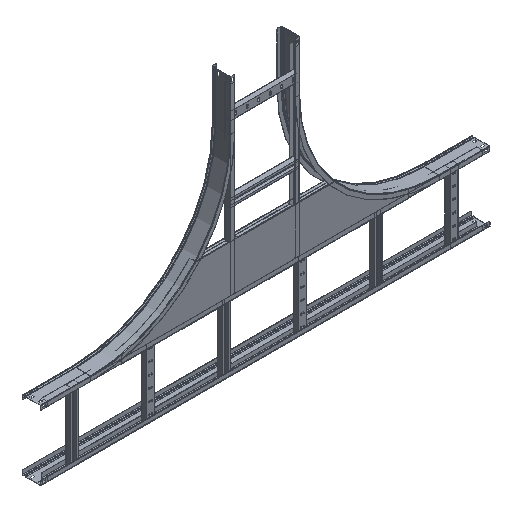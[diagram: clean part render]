
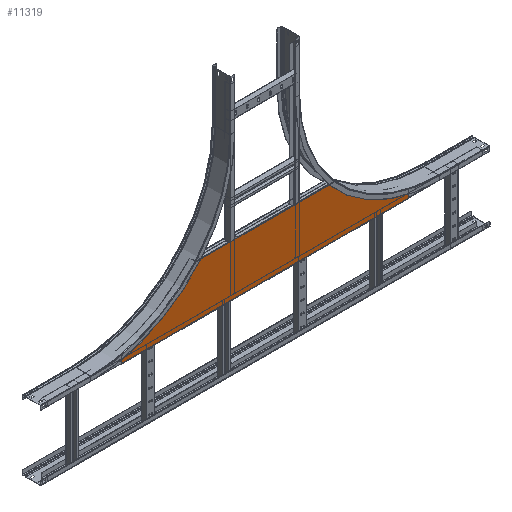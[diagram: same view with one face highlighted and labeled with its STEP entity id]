
A CAD part, isometric view. The second image highlights one B-rep face of the part: STEP entity #11319.
In plain terms, the highlighted planar face has unit normal (0, -1, 0).
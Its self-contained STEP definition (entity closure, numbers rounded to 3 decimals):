
#856 = DIRECTION ( 'NONE',  ( 0., 0., -1. ) ) ;
#980 = CIRCLE ( 'NONE', #5038, 5. ) ;
#1004 = VECTOR ( 'NONE', #3962, 1000. ) ;
#1059 = EDGE_CURVE ( 'NONE', #4445, #4228, #8495, .T. ) ;
#1688 = CARTESIAN_POINT ( 'NONE',  ( 618., -1.2, -364.637 ) ) ;
#1852 = AXIS2_PLACEMENT_3D ( 'NONE', #11072, #7980, #7021 ) ;
#1963 = CARTESIAN_POINT ( 'NONE',  ( -560., -1.2, -173.2 ) ) ;
#1992 = CARTESIAN_POINT ( 'NONE',  ( -618., -1.2, -393.2 ) ) ;
#2278 = ORIENTED_EDGE ( 'NONE', *, *, #12379, .T. ) ;
#2355 = LINE ( 'NONE', #1963, #8390 ) ;
#2580 = VERTEX_POINT ( 'NONE', #13203 ) ;
#2835 = DIRECTION ( 'NONE',  ( 0., -1., 0. ) ) ;
#2943 = FACE_OUTER_BOUND ( 'NONE', #3490, .T. ) ;
#2987 = PLANE ( 'NONE',  #1852 ) ;
#3033 = ORIENTED_EDGE ( 'NONE', *, *, #1059, .F. ) ;
#3381 = EDGE_CURVE ( 'NONE', #2580, #4300, #6220, .T. ) ;
#3386 = VERTEX_POINT ( 'NONE', #1688 ) ;
#3416 = LINE ( 'NONE', #12073, #1004 ) ;
#3490 = EDGE_LOOP ( 'NONE', ( #3033, #6992, #2278, #5302, #9096, #10406, #7986, #8294 ) ) ;
#3794 = DIRECTION ( 'NONE',  ( 0., -1., 0. ) ) ;
#3962 = DIRECTION ( 'NONE',  ( -1., 0., 0. ) ) ;
#4228 = VERTEX_POINT ( 'NONE', #11566 ) ;
#4300 = VERTEX_POINT ( 'NONE', #12056 ) ;
#4445 = VERTEX_POINT ( 'NONE', #12301 ) ;
#4600 = EDGE_CURVE ( 'NONE', #3386, #11015, #11533, .T. ) ;
#4834 = DIRECTION ( 'NONE',  ( 0., 0., -1. ) ) ;
#4905 = CARTESIAN_POINT ( 'NONE',  ( -613., -1.2, -364.637 ) ) ;
#5038 = AXIS2_PLACEMENT_3D ( 'NONE', #7965, #10865, #8851 ) ;
#5302 = ORIENTED_EDGE ( 'NONE', *, *, #11432, .F. ) ;
#5357 = VERTEX_POINT ( 'NONE', #1992 ) ;
#5703 = DIRECTION ( 'NONE',  ( 0., -1., 0. ) ) ;
#6220 = CIRCLE ( 'NONE', #6709, 601.8 ) ;
#6488 = VERTEX_POINT ( 'NONE', #9296 ) ;
#6648 = DIRECTION ( 'NONE',  ( 0., 0., 1. ) ) ;
#6709 = AXIS2_PLACEMENT_3D ( 'NONE', #8919, #2835, #4834 ) ;
#6952 = DIRECTION ( 'NONE',  ( -1., 0., 0. ) ) ;
#6992 = ORIENTED_EDGE ( 'NONE', *, *, #7527, .T. ) ;
#7021 = DIRECTION ( 'NONE',  ( 0., 0., 1. ) ) ;
#7076 = EDGE_CURVE ( 'NONE', #2580, #4228, #2355, .T. ) ;
#7524 = VECTOR ( 'NONE', #856, 1000. ) ;
#7527 = EDGE_CURVE ( 'NONE', #4445, #6488, #12094, .T. ) ;
#7600 = DIRECTION ( 'NONE',  ( 0., 0., -1. ) ) ;
#7740 = AXIS2_PLACEMENT_3D ( 'NONE', #4905, #3794, #12070 ) ;
#7917 = CARTESIAN_POINT ( 'NONE',  ( 618., -1.2, -395.4 ) ) ;
#7965 = CARTESIAN_POINT ( 'NONE',  ( 613., -1.2, -364.637 ) ) ;
#7980 = DIRECTION ( 'NONE',  ( 0., 1., 0. ) ) ;
#7986 = ORIENTED_EDGE ( 'NONE', *, *, #3381, .F. ) ;
#8289 = AXIS2_PLACEMENT_3D ( 'NONE', #11793, #5703, #6648 ) ;
#8294 = ORIENTED_EDGE ( 'NONE', *, *, #7076, .T. ) ;
#8390 = VECTOR ( 'NONE', #6952, 1000. ) ;
#8495 = CIRCLE ( 'NONE', #8289, 601.8 ) ;
#8559 = CARTESIAN_POINT ( 'NONE',  ( -618., -1.2, 226.8 ) ) ;
#8851 = DIRECTION ( 'NONE',  ( 0., 0., 1. ) ) ;
#8919 = CARTESIAN_POINT ( 'NONE',  ( 748.677, -1.2, 226.8 ) ) ;
#9096 = ORIENTED_EDGE ( 'NONE', *, *, #4600, .F. ) ;
#9296 = CARTESIAN_POINT ( 'NONE',  ( -618., -1.2, -364.637 ) ) ;
#10245 = LINE ( 'NONE', #8559, #12333 ) ;
#10406 = ORIENTED_EDGE ( 'NONE', *, *, #12029, .T. ) ;
#10865 = DIRECTION ( 'NONE',  ( 0., -1., 0. ) ) ;
#11015 = VERTEX_POINT ( 'NONE', #12635 ) ;
#11072 = CARTESIAN_POINT ( 'NONE',  ( -748.677, -1.2, 226.8 ) ) ;
#11319 = ADVANCED_FACE ( 'NONE', ( #2943 ), #2987, .F. ) ;
#11432 = EDGE_CURVE ( 'NONE', #11015, #5357, #3416, .T. ) ;
#11533 = LINE ( 'NONE', #7917, #7524 ) ;
#11566 = CARTESIAN_POINT ( 'NONE',  ( -299.051, -1.2, -173.2 ) ) ;
#11793 = CARTESIAN_POINT ( 'NONE',  ( -748.677, -1.2, 226.8 ) ) ;
#12029 = EDGE_CURVE ( 'NONE', #3386, #4300, #980, .T. ) ;
#12056 = CARTESIAN_POINT ( 'NONE',  ( 614.118, -1.2, -359.764 ) ) ;
#12070 = DIRECTION ( 'NONE',  ( 0., 0., 1. ) ) ;
#12073 = CARTESIAN_POINT ( 'NONE',  ( -940.5, -1.2, -393.2 ) ) ;
#12094 = CIRCLE ( 'NONE', #7740, 5. ) ;
#12301 = CARTESIAN_POINT ( 'NONE',  ( -614.118, -1.2, -359.764 ) ) ;
#12333 = VECTOR ( 'NONE', #7600, 1000. ) ;
#12379 = EDGE_CURVE ( 'NONE', #6488, #5357, #10245, .T. ) ;
#12635 = CARTESIAN_POINT ( 'NONE',  ( 618., -1.2, -393.2 ) ) ;
#13203 = CARTESIAN_POINT ( 'NONE',  ( 299.051, -1.2, -173.2 ) ) ;
